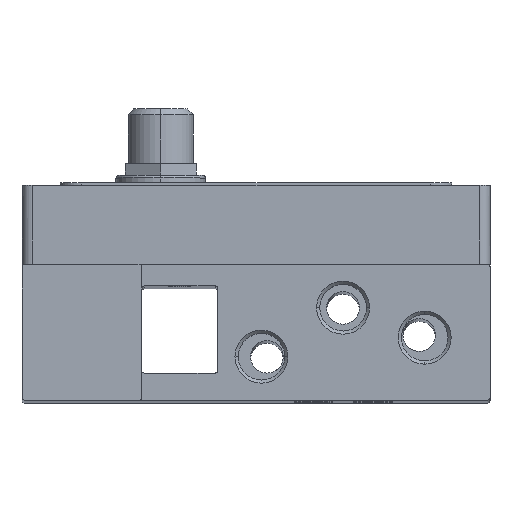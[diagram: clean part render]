
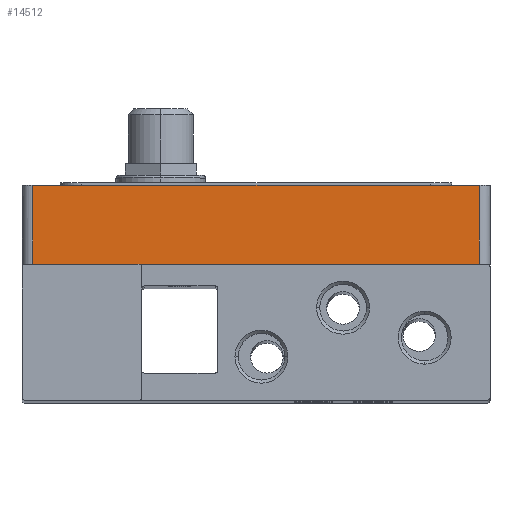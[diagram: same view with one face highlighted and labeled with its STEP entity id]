
A CAD part, top view. The second image highlights one B-rep face of the part: STEP entity #14512.
In plain terms, the highlighted planar face has unit normal (0, 0, 1).
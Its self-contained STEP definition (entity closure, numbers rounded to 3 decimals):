
#866 = CARTESIAN_POINT ( 'NONE',  ( 2., 39.5, 20.5 ) ) ;
#1352 = CARTESIAN_POINT ( 'NONE',  ( 84., 39.5, 20.5 ) ) ;
#1984 = LINE ( 'NONE', #866, #6132 ) ;
#2905 = EDGE_CURVE ( 'NONE', #8364, #15437, #13122, .T. ) ;
#3103 = DIRECTION ( 'NONE',  ( 0., 1., 0. ) ) ;
#4079 = CARTESIAN_POINT ( 'NONE',  ( 2., 39.5, 20.5 ) ) ;
#4743 = EDGE_CURVE ( 'NONE', #9932, #8364, #6993, .T. ) ;
#4746 = CARTESIAN_POINT ( 'NONE',  ( 2., 39.5, 20.5 ) ) ;
#5524 = EDGE_CURVE ( 'NONE', #8753, #15437, #13745, .T. ) ;
#5933 = DIRECTION ( 'NONE',  ( 0., 0., -1. ) ) ;
#6132 = VECTOR ( 'NONE', #3103, 1000. ) ;
#6993 = LINE ( 'NONE', #4746, #11444 ) ;
#7576 = DIRECTION ( 'NONE',  ( -1., 0., 0. ) ) ;
#7617 = ORIENTED_EDGE ( 'NONE', *, *, #4743, .F. ) ;
#7643 = EDGE_LOOP ( 'NONE', ( #11138, #7617, #14781, #10189 ) ) ;
#8364 = VERTEX_POINT ( 'NONE', #9853 ) ;
#8753 = VERTEX_POINT ( 'NONE', #14483 ) ;
#9627 = DIRECTION ( 'NONE',  ( 1., 0., 0. ) ) ;
#9679 = VECTOR ( 'NONE', #13373, 1000. ) ;
#9853 = CARTESIAN_POINT ( 'NONE',  ( 84., 39.5, 20.5 ) ) ;
#9932 = VERTEX_POINT ( 'NONE', #4079 ) ;
#10189 = ORIENTED_EDGE ( 'NONE', *, *, #5524, .T. ) ;
#10271 = AXIS2_PLACEMENT_3D ( 'NONE', #15138, #5933, #7576 ) ;
#10284 = EDGE_CURVE ( 'NONE', #8753, #9932, #1984, .T. ) ;
#10683 = CARTESIAN_POINT ( 'NONE',  ( 84., 25., 20.5 ) ) ;
#10949 = DIRECTION ( 'NONE',  ( 1., 0., 0. ) ) ;
#11138 = ORIENTED_EDGE ( 'NONE', *, *, #2905, .F. ) ;
#11444 = VECTOR ( 'NONE', #10949, 1000. ) ;
#12028 = VECTOR ( 'NONE', #9627, 1000. ) ;
#13122 = LINE ( 'NONE', #1352, #9679 ) ;
#13373 = DIRECTION ( 'NONE',  ( 0., -1., 0. ) ) ;
#13745 = LINE ( 'NONE', #16148, #12028 ) ;
#14483 = CARTESIAN_POINT ( 'NONE',  ( 2., 25., 20.5 ) ) ;
#14512 = ADVANCED_FACE ( 'NONE', ( #16425 ), #15229, .F. ) ;
#14781 = ORIENTED_EDGE ( 'NONE', *, *, #10284, .F. ) ;
#15138 = CARTESIAN_POINT ( 'NONE',  ( 2., 39.5, 20.5 ) ) ;
#15229 = PLANE ( 'NONE',  #10271 ) ;
#15437 = VERTEX_POINT ( 'NONE', #10683 ) ;
#16148 = CARTESIAN_POINT ( 'NONE',  ( 85.5, 25., 20.5 ) ) ;
#16425 = FACE_OUTER_BOUND ( 'NONE', #7643, .T. ) ;
